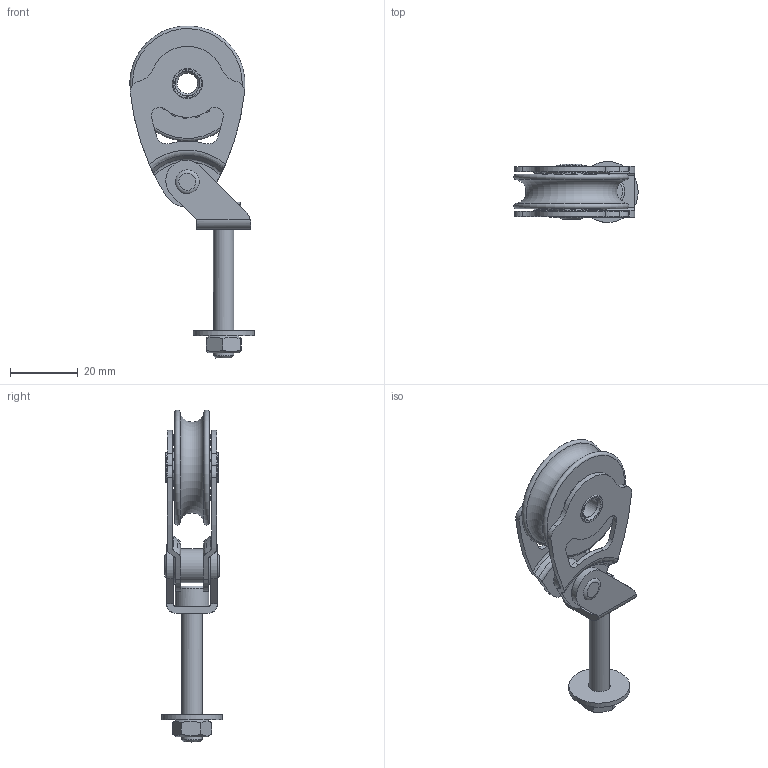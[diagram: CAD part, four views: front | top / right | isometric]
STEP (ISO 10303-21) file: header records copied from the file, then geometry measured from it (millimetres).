
FILE_DESCRIPTION(/* description */ (''),/* implementation_level */ '2;1');
FILE_NAME(/* name */ '00316.stp',/* time_stamp */ '2018-03-16T10:01:28+01:00',/* author */ ('fabio.zanardi'),/* organization */ (''),/* preprocessor_version */ 'ST-DEVELOPER v16.5',/* originating_system */ 'Autodesk Inventor 2017',/* authorisation */ '');
FILE_SCHEMA (('AUTOMOTIVE_DESIGN { 1 0 10303 214 3 1 1 }'));
Length unit declared in the file: millimetre
Products named in the file (1): 18031602
Bounding box: 36.68 x 17.99 x 97.97 mm (x, y, z)
Volume: 13809.3 mm3; surface area: 11507.7 mm2
Topology: 2 solids, 5 shells, 191 faces, 518 edges, 354 vertices
Faces by surface type: cylinder 58, plane 55, sphere 36, torus 24, cone 18
Full cylindrical faces by diameter (mm): 5 x3, 5.1 x2, 6 x3, 6.4 x1, 8 x2, 8.2 x3, 10 x4, 18 x1
Entity records: 5098 total; most frequent: CARTESIAN_POINT 1015, DIRECTION 911, ORIENTED_EDGE 692, AXIS2_PLACEMENT_3D 413, EDGE_CURVE 346, EDGE_LOOP 311, VERTEX_POINT 267, CIRCLE 221
